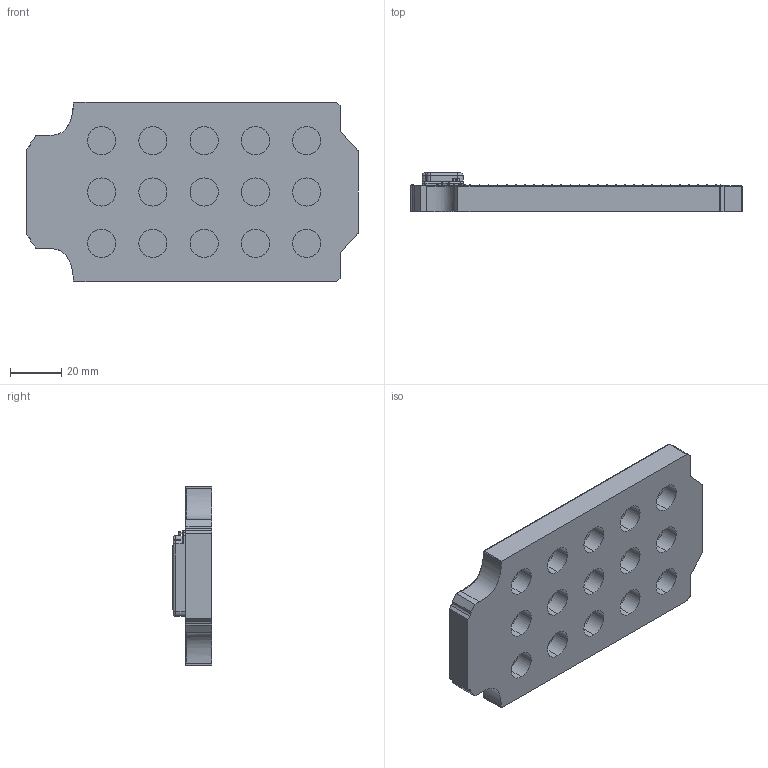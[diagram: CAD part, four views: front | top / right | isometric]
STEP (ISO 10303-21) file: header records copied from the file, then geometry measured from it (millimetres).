
FILE_DESCRIPTION (( 'STEP AP214' ), '1' );
FILE_NAME ('Körper1.STEP', '2023-06-19T14:43:05', ( '' ), ( '' ), 'SwSTEP 2.0', 'SolidWorks 2021', '' );
FILE_SCHEMA (( 'AUTOMOTIVE_DESIGN' ));
Length unit declared in the file: millimetre
Products named in the file (1): Körper1
Bounding box: 129.49 x 15.35 x 70 mm (x, y, z)
Volume: 76827.8 mm3; surface area: 24901.4 mm2
Topology: 1 solids, 1 shells, 1671 faces, 3812 edges, 2245 vertices
Faces by surface type: cylinder 898, plane 471, torus 203, sphere 65, bspline 34
Entity records: 47591 total; most frequent: CARTESIAN_POINT 11232, DIRECTION 7734, ORIENTED_EDGE 7498, EDGE_CURVE 3749, AXIS2_PLACEMENT_3D 2920, VERTEX_POINT 2245, VECTOR 1894, LINE 1894
